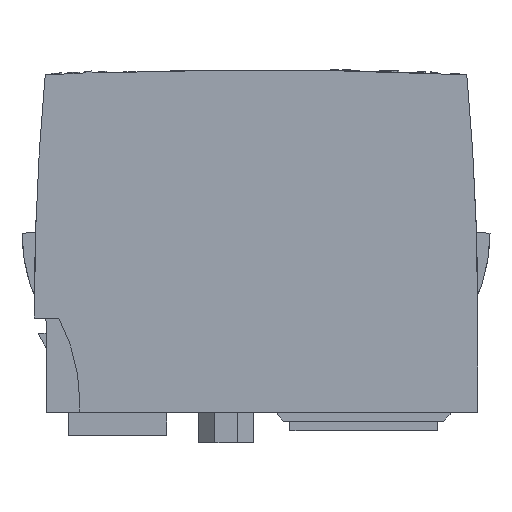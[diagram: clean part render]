
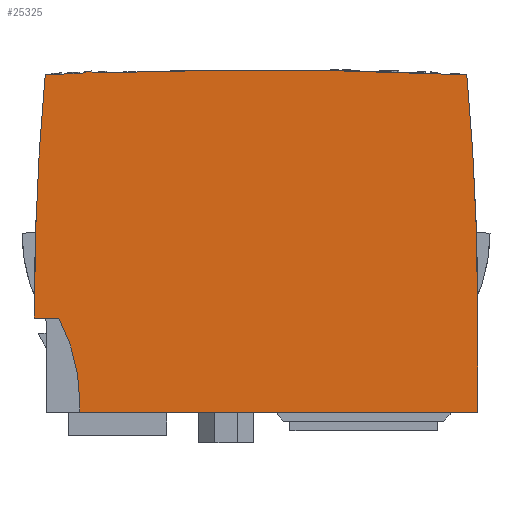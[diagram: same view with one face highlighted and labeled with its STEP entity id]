
A CAD part, left-side view. The second image highlights one B-rep face of the part: STEP entity #25325.
In plain terms, the highlighted planar face has unit normal (-1, 0, 0).
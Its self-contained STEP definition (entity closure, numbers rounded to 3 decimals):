
#22793=FACE_OUTER_BOUND('',#39064,.T.);
#25325=ADVANCED_FACE('',(#22793),#27085,.T.);
#27085=PLANE('',#67684);
#31324=LINE('',#110420,#35987);
#31325=LINE('',#110433,#35988);
#31326=LINE('',#110435,#35989);
#31327=LINE('',#110439,#35990);
#31328=LINE('',#110441,#35991);
#35987=VECTOR('',#78358,1.);
#35988=VECTOR('',#78369,1.);
#35989=VECTOR('',#78370,1.);
#35990=VECTOR('',#78373,1.);
#35991=VECTOR('',#78374,1.);
#39064=EDGE_LOOP('',(#52082,#52083,#52084,#52085,#52086,#52087,#52088,#52089,
#52090,#52091,#52092));
#39753=CIRCLE('',#67678,391.5);
#39754=CIRCLE('',#67679,750.);
#39755=CIRCLE('',#67680,2.3);
#39756=CIRCLE('',#67681,750.);
#39757=CIRCLE('',#67682,391.5);
#39758=CIRCLE('',#67683,28.3);
#52082=ORIENTED_EDGE('',*,*,#63019,.F.);
#52083=ORIENTED_EDGE('',*,*,#63020,.F.);
#52084=ORIENTED_EDGE('',*,*,#63021,.F.);
#52085=ORIENTED_EDGE('',*,*,#63022,.F.);
#52086=ORIENTED_EDGE('',*,*,#63023,.F.);
#52087=ORIENTED_EDGE('',*,*,#63024,.F.);
#52088=ORIENTED_EDGE('',*,*,#63025,.F.);
#52089=ORIENTED_EDGE('',*,*,#63026,.F.);
#52090=ORIENTED_EDGE('',*,*,#63027,.F.);
#52091=ORIENTED_EDGE('',*,*,#63028,.F.);
#52092=ORIENTED_EDGE('',*,*,#63029,.F.);
#56703=VERTEX_POINT('',#110421);
#56704=VERTEX_POINT('',#110422);
#56705=VERTEX_POINT('',#110424);
#56706=VERTEX_POINT('',#110426);
#56707=VERTEX_POINT('',#110428);
#56708=VERTEX_POINT('',#110430);
#56709=VERTEX_POINT('',#110432);
#56710=VERTEX_POINT('',#110434);
#56711=VERTEX_POINT('',#110436);
#56712=VERTEX_POINT('',#110438);
#56713=VERTEX_POINT('',#110440);
#63019=EDGE_CURVE('',#56703,#56704,#31324,.T.);
#63020=EDGE_CURVE('',#56705,#56703,#39753,.T.);
#63021=EDGE_CURVE('',#56706,#56705,#39754,.T.);
#63022=EDGE_CURVE('',#56707,#56706,#39755,.T.);
#63023=EDGE_CURVE('',#56708,#56707,#39756,.T.);
#63024=EDGE_CURVE('',#56709,#56708,#39757,.T.);
#63025=EDGE_CURVE('',#56710,#56709,#31325,.T.);
#63026=EDGE_CURVE('',#56711,#56710,#31326,.T.);
#63027=EDGE_CURVE('',#56712,#56711,#39758,.T.);
#63028=EDGE_CURVE('',#56713,#56712,#31327,.T.);
#63029=EDGE_CURVE('',#56704,#56713,#31328,.T.);
#67678=AXIS2_PLACEMENT_3D('',#110423,#78359,#78360);
#67679=AXIS2_PLACEMENT_3D('',#110425,#78361,#78362);
#67680=AXIS2_PLACEMENT_3D('',#110427,#78363,#78364);
#67681=AXIS2_PLACEMENT_3D('',#110429,#78365,#78366);
#67682=AXIS2_PLACEMENT_3D('',#110431,#78367,#78368);
#67683=AXIS2_PLACEMENT_3D('',#110437,#78371,#78372);
#67684=AXIS2_PLACEMENT_3D('',#110442,#78375,#78376);
#78358=DIRECTION('',(0.,0.,-1.));
#78359=DIRECTION('',(1.,0.,0.));
#78360=DIRECTION('',(0.,-0.996,0.09));
#78361=DIRECTION('',(1.,0.,0.));
#78362=DIRECTION('',(0.,0.034,0.999));
#78363=DIRECTION('',(1.,0.,0.));
#78364=DIRECTION('',(0.,0.431,0.902));
#78365=DIRECTION('',(1.,0.,0.));
#78366=DIRECTION('',(0.,0.043,0.999));
#78367=DIRECTION('',(1.,0.,0.));
#78368=DIRECTION('',(0.,1.,0.));
#78369=DIRECTION('',(0.,0.,1.));
#78370=DIRECTION('',(0.,1.,0.));
#78371=DIRECTION('',(-1.,0.,0.));
#78372=DIRECTION('',(0.,-0.884,0.467));
#78373=DIRECTION('',(0.,0.,1.));
#78374=DIRECTION('',(0.,1.,0.));
#78375=DIRECTION('',(-1.,0.,0.));
#78376=DIRECTION('',(0.,0.,-1.));
#110420=CARTESIAN_POINT('',(0.,1.95,21.25));
#110421=CARTESIAN_POINT('',(0.,1.95,21.25));
#110422=CARTESIAN_POINT('',(0.,1.95,4.75));
#110423=CARTESIAN_POINT('',(0.,393.45,21.25));
#110424=CARTESIAN_POINT('',(0.,3.634,57.525));
#110425=CARTESIAN_POINT('',(0.,36.6,-691.75));
#110426=CARTESIAN_POINT('',(0.,61.868,57.824));
#110427=CARTESIAN_POINT('',(0.,62.75,55.7));
#110428=CARTESIAN_POINT('',(0.,63.778,57.757));
#110429=CARTESIAN_POINT('',(0.,36.6,-691.75));
#110430=CARTESIAN_POINT('',(0.,69.566,57.525));
#110431=CARTESIAN_POINT('',(0.,-320.25,21.25));
#110432=CARTESIAN_POINT('',(0.,71.25,21.25));
#110433=CARTESIAN_POINT('',(0.,71.25,19.48));
#110434=CARTESIAN_POINT('',(0.,71.25,19.48));
#110435=CARTESIAN_POINT('',(0.,67.433,19.48));
#110436=CARTESIAN_POINT('',(0.,67.433,19.48));
#110437=CARTESIAN_POINT('',(0.,92.45,6.25));
#110438=CARTESIAN_POINT('',(0.,64.15,6.25));
#110439=CARTESIAN_POINT('',(0.,64.15,4.75));
#110440=CARTESIAN_POINT('',(0.,64.15,4.75));
#110441=CARTESIAN_POINT('',(0.,1.95,4.75));
#110442=CARTESIAN_POINT('',(0.,92.45,6.25));
